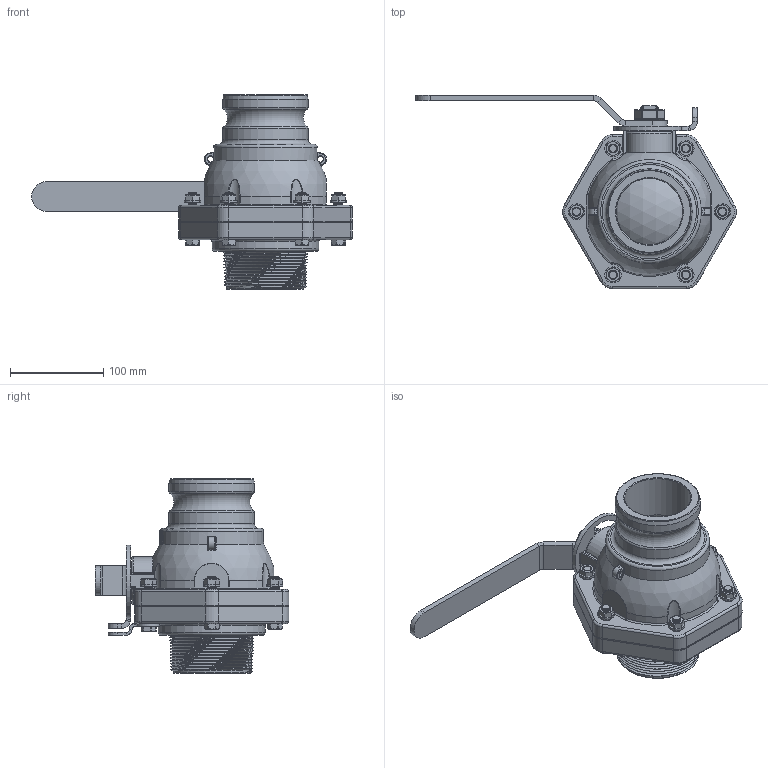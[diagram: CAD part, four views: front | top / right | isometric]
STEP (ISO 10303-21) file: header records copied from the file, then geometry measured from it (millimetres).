
FILE_DESCRIPTION(/* description */ ('3" Male Adapter x 3" Male NPT Thds Stubby Valve'),/* implementation_level */ '2;1');
FILE_NAME(/* name */ 'VSFMT300HSFP.stp',/* time_stamp */ '2018-05-02T11:53:29-04:00',/* author */ ('DTruax'),/* organization */ (''),/* preprocessor_version */ 'ST-DEVELOPER v17',/* originating_system */ 'Autodesk Inventor 2018',/* authorisation */ '');
FILE_SCHEMA (('AUTOMOTIVE_DESIGN { 1 0 10303 214 3 1 1 }'));
Products named in the file (20): VSFMT300HSFP; VSF35254; VSF35254X; VSMT35256; VSMT35256X; V20010SS; V20018; V20019; V25163; V25160; VS35258; V35265; V35255ASS; VS30151SS; VS30153SS; VS30101SS; VS30102SS; VS30021; VSS30020; V25060
Assembly tree (35 placements, depth 3):
  VSFMT300HSFP
    VSF35254
      VSF35254X
    VSMT35256
      VSMT35256X
    V20010SS  x6
    V20018  x6
    V20019  x6
    V25163
    V25160
    VS35258  x2
    V35265
    V35255ASS
    VS30151SS
    VS30153SS
    VS30101SS
    VS30102SS
    VS30021
    VSS30020
    V25060
Bounding box: 343.57 x 207.27 x 208.66 mm (x, y, z)
Volume: 1229763.9 mm3; surface area: 382721.9 mm2
Topology: 33 solids, 33 shells, 2321 faces, 5523 edges, 3283 vertices
Faces by surface type: cylinder 894, cone 644, plane 389, bspline 259, torus 104, sphere 31
Full cylindrical faces by diameter (mm): 6.35 x2, 10.312 x1, 11.176 x12, 17.78 x1, 25.4 x2, 25.603 x1, 25.806 x1, 31.521 x1, 31.623 x1, 31.75 x2, 34.29 x1, 36.525 x1, 37.084 x1, 71.12 x2, 76.2 x2, 78.74 x2, 81.585 x2, 82.55 x2, 86.665 x2, 91.491 x2, 94.361 x2, 94.386 x2, 111.125 x1, 114.3 x1, 120.396 x1, 139.7 x1
Entity records: 66506 total; most frequent: CARTESIAN_POINT 37662, ORIENTED_EDGE 6240, DIRECTION 5336, EDGE_CURVE 3120, AXIS2_PLACEMENT_3D 2062, VERTEX_POINT 1977, EDGE_LOOP 1301, LINE 1212
